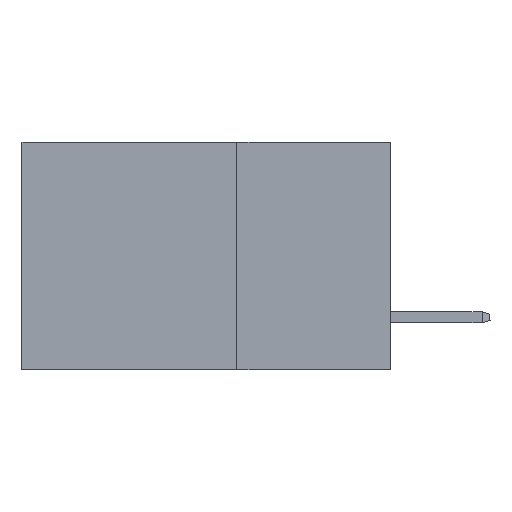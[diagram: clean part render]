
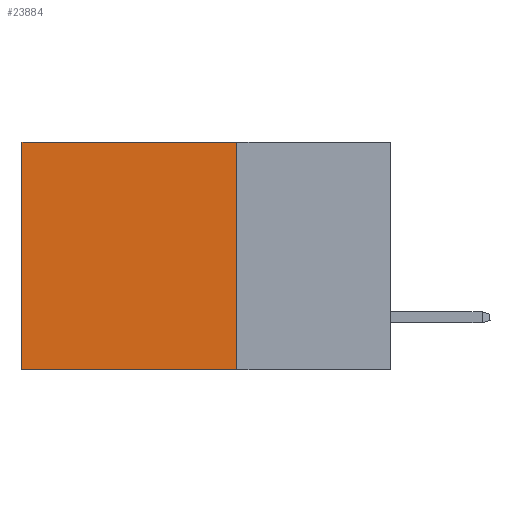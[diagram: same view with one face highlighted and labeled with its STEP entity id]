
A CAD part, left-side view. The second image highlights one B-rep face of the part: STEP entity #23884.
In plain terms, the highlighted planar face has unit normal (-1, 0, 0).
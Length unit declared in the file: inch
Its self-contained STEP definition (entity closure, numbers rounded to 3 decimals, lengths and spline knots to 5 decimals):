
#864 = CARTESIAN_POINT ( 'NONE',  ( 0.2875, 0.6, 0. ) ) ;
#896 = VECTOR ( 'NONE', #32212, 39.37008 ) ;
#1954 = CARTESIAN_POINT ( 'NONE',  ( 0.2875, 0.25, -0.37 ) ) ;
#2132 = LINE ( 'NONE', #18004, #31981 ) ;
#3673 = CARTESIAN_POINT ( 'NONE',  ( 0.2875, 0.6, -0.37 ) ) ;
#5203 = VERTEX_POINT ( 'NONE', #8536 ) ;
#5671 = EDGE_CURVE ( 'NONE', #5203, #25185, #32582, .T. ) ;
#7383 = ORIENTED_EDGE ( 'NONE', *, *, #15165, .F. ) ;
#7789 = ORIENTED_EDGE ( 'NONE', *, *, #5671, .T. ) ;
#7870 = EDGE_CURVE ( 'NONE', #25185, #20986, #34257, .T. ) ;
#8536 = CARTESIAN_POINT ( 'NONE',  ( 0.2875, 0.25, 0. ) ) ;
#9922 = VECTOR ( 'NONE', #18880, 39.37008 ) ;
#12329 = CARTESIAN_POINT ( 'NONE',  ( 0.2875, 0.25, -0.37 ) ) ;
#13569 = ORIENTED_EDGE ( 'NONE', *, *, #7870, .T. ) ;
#14526 = PLANE ( 'NONE',  #21022 ) ;
#15165 = EDGE_CURVE ( 'NONE', #5203, #18272, #2132, .T. ) ;
#18004 = CARTESIAN_POINT ( 'NONE',  ( 0.2875, 0.25, 0. ) ) ;
#18272 = VERTEX_POINT ( 'NONE', #1954 ) ;
#18880 = DIRECTION ( 'NONE',  ( 0., 1., 0. ) ) ;
#19415 = FACE_OUTER_BOUND ( 'NONE', #34585, .T. ) ;
#19971 = ORIENTED_EDGE ( 'NONE', *, *, #24264, .F. ) ;
#20986 = VERTEX_POINT ( 'NONE', #3673 ) ;
#21022 = AXIS2_PLACEMENT_3D ( 'NONE', #28663, #25798, #22893 ) ;
#22893 = DIRECTION ( 'NONE',  ( 0., 0., -1. ) ) ;
#23340 = VECTOR ( 'NONE', #23414, 39.37008 ) ;
#23414 = DIRECTION ( 'NONE',  ( 0., 1., 0. ) ) ;
#23884 = ADVANCED_FACE ( 'NONE', ( #19415 ), #14526, .F. ) ;
#24264 = EDGE_CURVE ( 'NONE', #18272, #20986, #30589, .T. ) ;
#25185 = VERTEX_POINT ( 'NONE', #33381 ) ;
#25798 = DIRECTION ( 'NONE',  ( 1., 0., 0. ) ) ;
#28663 = CARTESIAN_POINT ( 'NONE',  ( 0.2875, 0.25, 0. ) ) ;
#28666 = DIRECTION ( 'NONE',  ( 0., 0., -1. ) ) ;
#30589 = LINE ( 'NONE', #12329, #23340 ) ;
#31981 = VECTOR ( 'NONE', #28666, 39.37008 ) ;
#32082 = CARTESIAN_POINT ( 'NONE',  ( 0.2875, 0.25, 0. ) ) ;
#32212 = DIRECTION ( 'NONE',  ( 0., 0., -1. ) ) ;
#32582 = LINE ( 'NONE', #32082, #9922 ) ;
#33381 = CARTESIAN_POINT ( 'NONE',  ( 0.2875, 0.6, 0. ) ) ;
#34257 = LINE ( 'NONE', #864, #896 ) ;
#34585 = EDGE_LOOP ( 'NONE', ( #13569, #19971, #7383, #7789 ) ) ;
